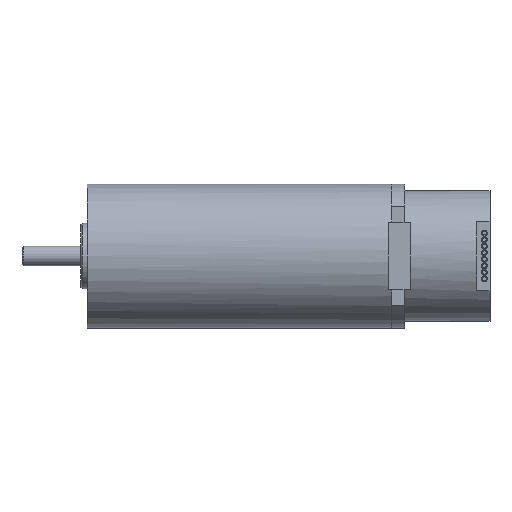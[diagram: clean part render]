
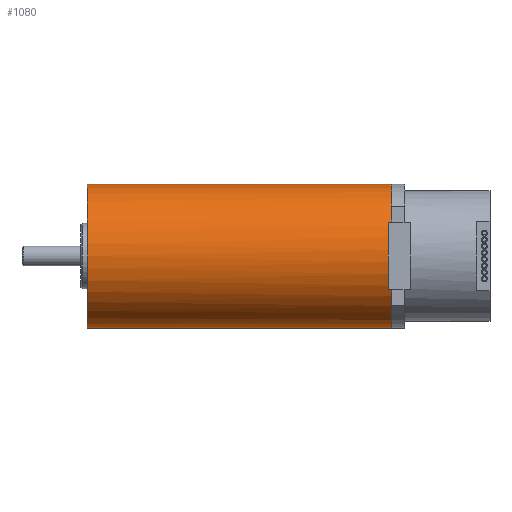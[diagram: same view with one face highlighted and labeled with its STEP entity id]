
A CAD part, front view. The second image highlights one B-rep face of the part: STEP entity #1080.
In plain terms, the highlighted cylindrical face has radius 11 mm (diameter 22 mm), a partial arc.
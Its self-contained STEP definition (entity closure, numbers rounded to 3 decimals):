
#122 = VERTEX_POINT ( 'NONE', #1628 ) ;
#123 = CARTESIAN_POINT ( 'NONE',  ( 46.5, 0., 0. ) ) ;
#241 = VERTEX_POINT ( 'NONE', #3394 ) ;
#649 = CIRCLE ( 'NONE', #3183, 11. ) ;
#713 = EDGE_CURVE ( 'NONE', #122, #3620, #649, .T. ) ;
#884 = CIRCLE ( 'NONE', #4175, 11. ) ;
#930 = DIRECTION ( 'NONE',  ( -1., 0., 0. ) ) ;
#956 = DIRECTION ( 'NONE',  ( 0., 0., 1. ) ) ;
#1008 = CARTESIAN_POINT ( 'NONE',  ( 46.5, 0., -11. ) ) ;
#1080 = ADVANCED_FACE ( 'NONE', ( #5078 ), #5661, .T. ) ;
#1174 = DIRECTION ( 'NONE',  ( 0., 0., 1. ) ) ;
#1205 = CIRCLE ( 'NONE', #4513, 11. ) ;
#1452 = EDGE_CURVE ( 'NONE', #5620, #3604, #3576, .T. ) ;
#1459 = LINE ( 'NONE', #5497, #2793 ) ;
#1535 = ORIENTED_EDGE ( 'NONE', *, *, #1452, .F. ) ;
#1628 = CARTESIAN_POINT ( 'NONE',  ( 46.5, -7.941, 7.612 ) ) ;
#1735 = DIRECTION ( 'NONE',  ( -1., 0., 0. ) ) ;
#1895 = DIRECTION ( 'NONE',  ( -1., 0., 0. ) ) ;
#1956 = ORIENTED_EDGE ( 'NONE', *, *, #2340, .T. ) ;
#2070 = CARTESIAN_POINT ( 'NONE',  ( 0., 0., -11. ) ) ;
#2083 = DIRECTION ( 'NONE',  ( -1., 0., 0. ) ) ;
#2264 = VECTOR ( 'NONE', #2083, 1000. ) ;
#2340 = EDGE_CURVE ( 'NONE', #4940, #122, #884, .T. ) ;
#2419 = CIRCLE ( 'NONE', #3165, 11. ) ;
#2478 = CARTESIAN_POINT ( 'NONE',  ( 46.5, 0., 0. ) ) ;
#2481 = ORIENTED_EDGE ( 'NONE', *, *, #3881, .T. ) ;
#2521 = CARTESIAN_POINT ( 'NONE',  ( 0., 0., 0. ) ) ;
#2793 = VECTOR ( 'NONE', #4261, 1000. ) ;
#2803 = DIRECTION ( 'NONE',  ( 0., 0., 1. ) ) ;
#3097 = AXIS2_PLACEMENT_3D ( 'NONE', #2521, #1735, #3729 ) ;
#3165 = AXIS2_PLACEMENT_3D ( 'NONE', #5553, #930, #5583 ) ;
#3183 = AXIS2_PLACEMENT_3D ( 'NONE', #2478, #3622, #956 ) ;
#3394 = CARTESIAN_POINT ( 'NONE',  ( 0., 0., 11. ) ) ;
#3576 = LINE ( 'NONE', #4437, #2264 ) ;
#3604 = VERTEX_POINT ( 'NONE', #2070 ) ;
#3617 = CARTESIAN_POINT ( 'NONE',  ( 46.5, 0., 11. ) ) ;
#3620 = VERTEX_POINT ( 'NONE', #3617 ) ;
#3622 = DIRECTION ( 'NONE',  ( -1., 0., 0. ) ) ;
#3691 = ORIENTED_EDGE ( 'NONE', *, *, #5288, .T. ) ;
#3729 = DIRECTION ( 'NONE',  ( 0., 0., 1. ) ) ;
#3768 = DIRECTION ( 'NONE',  ( -1., 0., 0. ) ) ;
#3788 = CARTESIAN_POINT ( 'NONE',  ( 0., 0., 0. ) ) ;
#3817 = CARTESIAN_POINT ( 'NONE',  ( 46.5, -7.941, -7.612 ) ) ;
#3881 = EDGE_CURVE ( 'NONE', #5620, #4940, #2419, .T. ) ;
#4175 = AXIS2_PLACEMENT_3D ( 'NONE', #123, #3768, #2803 ) ;
#4261 = DIRECTION ( 'NONE',  ( -1., 0., 0. ) ) ;
#4437 = CARTESIAN_POINT ( 'NONE',  ( 0., 0., -11. ) ) ;
#4513 = AXIS2_PLACEMENT_3D ( 'NONE', #3788, #1895, #1174 ) ;
#4551 = EDGE_CURVE ( 'NONE', #3604, #241, #1205, .T. ) ;
#4837 = EDGE_LOOP ( 'NONE', ( #1535, #2481, #1956, #4898, #3691, #5405 ) ) ;
#4898 = ORIENTED_EDGE ( 'NONE', *, *, #713, .T. ) ;
#4940 = VERTEX_POINT ( 'NONE', #3817 ) ;
#5078 = FACE_OUTER_BOUND ( 'NONE', #4837, .T. ) ;
#5288 = EDGE_CURVE ( 'NONE', #3620, #241, #1459, .T. ) ;
#5405 = ORIENTED_EDGE ( 'NONE', *, *, #4551, .F. ) ;
#5497 = CARTESIAN_POINT ( 'NONE',  ( 0., 0., 11. ) ) ;
#5553 = CARTESIAN_POINT ( 'NONE',  ( 46.5, 0., 0. ) ) ;
#5583 = DIRECTION ( 'NONE',  ( 0., 0., 1. ) ) ;
#5620 = VERTEX_POINT ( 'NONE', #1008 ) ;
#5661 = CYLINDRICAL_SURFACE ( 'NONE', #3097, 11. ) ;
